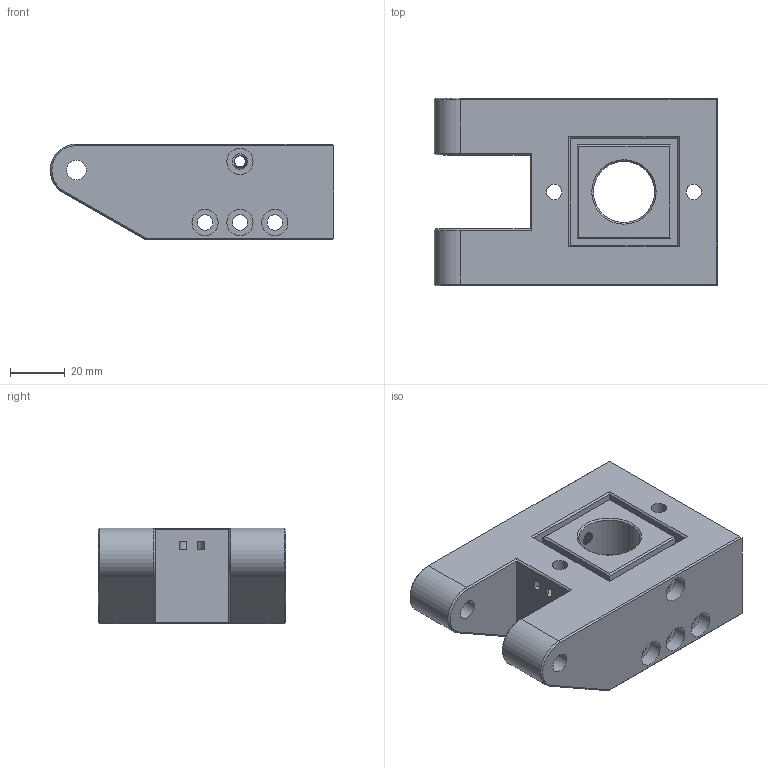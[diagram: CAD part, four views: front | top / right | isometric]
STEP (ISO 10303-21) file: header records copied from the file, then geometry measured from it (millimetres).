
FILE_DESCRIPTION(/* description */ (''),/* implementation_level */ '2;1');
FILE_NAME(/* name */ 'MaxPlanetary Mount.step',/* time_stamp */ '2023-11-10T11:44:51-05:00',/* author */ (''),/* organization */ (''),/* preprocessor_version */ 'ST-DEVELOPER v20',/* originating_system */ 'Autodesk Translation Framework v12.14.0.127',/* authorisation */ '');
FILE_SCHEMA (('AUTOMOTIVE_DESIGN { 1 0 10303 214 3 1 1 }'));
Length unit declared in the file: inch
Products named in the file (1): MaxPlanetary Mount
Bounding box: 103.2 x 68.27 x 34.92 mm (x, y, z)
Volume: 137001.6 mm3; surface area: 35485.9 mm2
Topology: 1 solids, 1 shells, 325 faces, 815 edges, 503 vertices
Faces by surface type: plane 141, cylinder 113, cone 57, bspline 14
Full cylindrical faces by diameter (mm): 4.064 x6, 4.826 x7, 5.613 x10, 7.137 x2, 9.525 x8, 22.225 x1
Entity records: 11895 total; most frequent: CARTESIAN_POINT 4176, ORIENTED_EDGE 1630, DIRECTION 1526, EDGE_CURVE 815, AXIS2_PLACEMENT_3D 523, VERTEX_POINT 503, LINE 480, VECTOR 480
